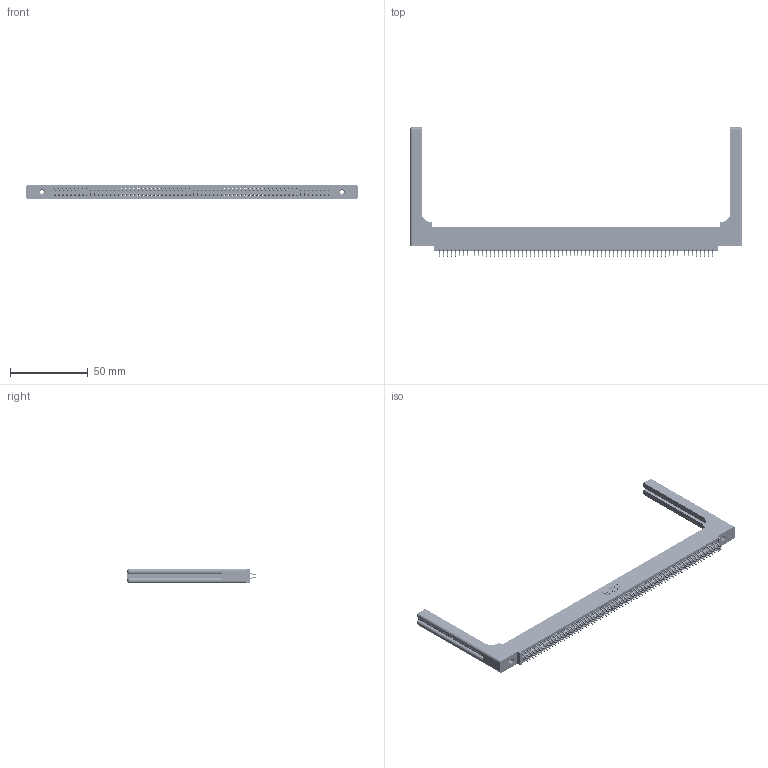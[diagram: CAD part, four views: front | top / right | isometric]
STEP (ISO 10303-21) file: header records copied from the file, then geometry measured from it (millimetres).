
FILE_DESCRIPTION (( 'STEP AP203' ), '1' );
FILE_NAME ('395-140-556-558.STEP', '2019-10-30T02:49:55', ( '' ), ( '' ), 'SwSTEP 2.0', 'SolidWorks 2016', '' );
FILE_SCHEMA (( 'CONFIG_CONTROL_DESIGN' ));
Length unit declared in the file: inch
Products named in the file (5): 345 Part_0.110 Offset - 0.156 Dia-TH; 345-292-001_556 Tail; 345-250-001_345-250-001-102; 345-220-058_345-220-058; 395-140-556-558
Assembly tree (145 placements, depth 2):
  395-140-556-558
    345 Part_0.110 Offset - 0.156 Dia-TH
    345-292-001_556 Tail  x140
    345-250-001_345-250-001-102  x2
    345-220-058_345-220-058  x2
Bounding box: 212.83 x 82.99 x 9.4 mm (x, y, z)
Volume: 29330.3 mm3; surface area: 36398.9 mm2
Topology: 145 solids, 145 shells, 8226 faces, 24399 edges, 16058 vertices
Faces by surface type: plane 5412, cylinder 2754, bspline 36, cone 12, sphere 8, torus 4
Entity records: 56688 total; most frequent: CARTESIAN_POINT 10485, ORIENTED_EDGE 9204, DIRECTION 8130, EDGE_CURVE 4602, LINE 4090, VECTOR 4090, VERTEX_POINT 3058, AXIS2_PLACEMENT_3D 2020
